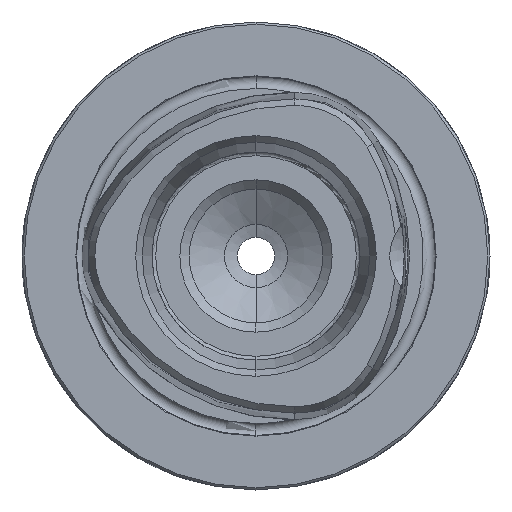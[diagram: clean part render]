
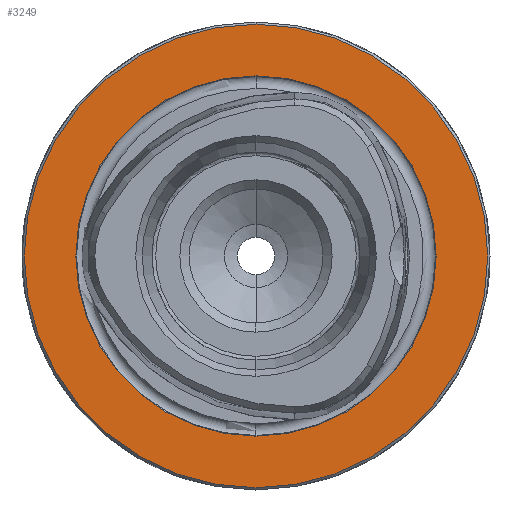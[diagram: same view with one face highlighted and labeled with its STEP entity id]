
A CAD part, left-side view. The second image highlights one B-rep face of the part: STEP entity #3249.
In plain terms, the highlighted planar face has unit normal (-1, 0, 0).
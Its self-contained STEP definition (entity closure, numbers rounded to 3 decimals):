
#61 = CIRCLE ( 'NONE', #469, 31.2 ) ;
#172 = DIRECTION ( 'NONE',  ( -1., 0., 0. ) ) ;
#174 = CARTESIAN_POINT ( 'NONE',  ( 0., 0., -24.25 ) ) ;
#226 = DIRECTION ( 'NONE',  ( 0., 0., 1. ) ) ;
#305 = EDGE_LOOP ( 'NONE', ( #904, #394 ) ) ;
#376 = CARTESIAN_POINT ( 'NONE',  ( 0., 0., 24.25 ) ) ;
#394 = ORIENTED_EDGE ( 'NONE', *, *, #1555, .F. ) ;
#469 = AXIS2_PLACEMENT_3D ( 'NONE', #1451, #3356, #1377 ) ;
#481 = CARTESIAN_POINT ( 'NONE',  ( 0., 0., 0. ) ) ;
#530 = CIRCLE ( 'NONE', #3099, 24.25 ) ;
#677 = FACE_OUTER_BOUND ( 'NONE', #1751, .T. ) ;
#678 = DIRECTION ( 'NONE',  ( -1., 0., 0. ) ) ;
#691 = AXIS2_PLACEMENT_3D ( 'NONE', #2035, #1659, #4764 ) ;
#734 = CARTESIAN_POINT ( 'NONE',  ( 0., 0., -31.2 ) ) ;
#747 = AXIS2_PLACEMENT_3D ( 'NONE', #808, #172, #3970 ) ;
#805 = CIRCLE ( 'NONE', #2586, 24.25 ) ;
#808 = CARTESIAN_POINT ( 'NONE',  ( 0., 0., 0. ) ) ;
#868 = VERTEX_POINT ( 'NONE', #1852 ) ;
#904 = ORIENTED_EDGE ( 'NONE', *, *, #4701, .F. ) ;
#1177 = VERTEX_POINT ( 'NONE', #376 ) ;
#1209 = VERTEX_POINT ( 'NONE', #734 ) ;
#1377 = DIRECTION ( 'NONE',  ( 0., 0., 1. ) ) ;
#1446 = EDGE_CURVE ( 'NONE', #1209, #868, #61, .T. ) ;
#1451 = CARTESIAN_POINT ( 'NONE',  ( 0., 0., 0. ) ) ;
#1555 = EDGE_CURVE ( 'NONE', #4106, #1177, #805, .T. ) ;
#1643 = DIRECTION ( 'NONE',  ( 0., 0., 1. ) ) ;
#1659 = DIRECTION ( 'NONE',  ( 1., 0., 0. ) ) ;
#1751 = EDGE_LOOP ( 'NONE', ( #4352, #4837 ) ) ;
#1852 = CARTESIAN_POINT ( 'NONE',  ( 0., 0., 31.2 ) ) ;
#1928 = FACE_BOUND ( 'NONE', #305, .T. ) ;
#2035 = CARTESIAN_POINT ( 'NONE',  ( 0., 24.25, 0. ) ) ;
#2438 = EDGE_CURVE ( 'NONE', #868, #1209, #2758, .T. ) ;
#2586 = AXIS2_PLACEMENT_3D ( 'NONE', #2945, #678, #226 ) ;
#2758 = CIRCLE ( 'NONE', #747, 31.2 ) ;
#2945 = CARTESIAN_POINT ( 'NONE',  ( 0., 0., 0. ) ) ;
#3099 = AXIS2_PLACEMENT_3D ( 'NONE', #481, #3626, #1643 ) ;
#3169 = PLANE ( 'NONE',  #691 ) ;
#3249 = ADVANCED_FACE ( 'NONE', ( #1928, #677 ), #3169, .F. ) ;
#3356 = DIRECTION ( 'NONE',  ( -1., 0., 0. ) ) ;
#3626 = DIRECTION ( 'NONE',  ( -1., 0., 0. ) ) ;
#3970 = DIRECTION ( 'NONE',  ( 0., 0., 1. ) ) ;
#4106 = VERTEX_POINT ( 'NONE', #174 ) ;
#4352 = ORIENTED_EDGE ( 'NONE', *, *, #1446, .T. ) ;
#4701 = EDGE_CURVE ( 'NONE', #1177, #4106, #530, .T. ) ;
#4764 = DIRECTION ( 'NONE',  ( 0., 0., -1. ) ) ;
#4837 = ORIENTED_EDGE ( 'NONE', *, *, #2438, .T. ) ;
